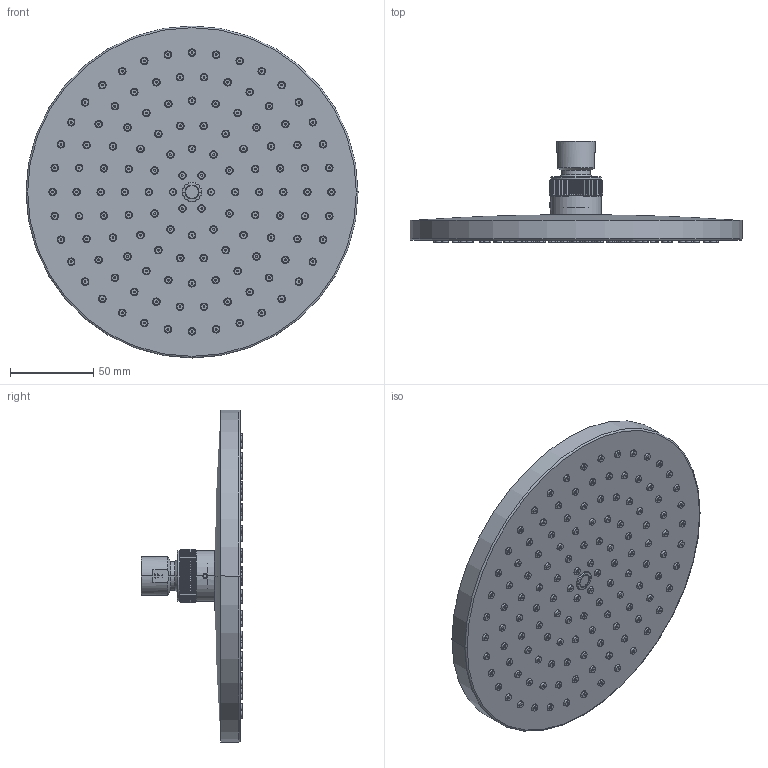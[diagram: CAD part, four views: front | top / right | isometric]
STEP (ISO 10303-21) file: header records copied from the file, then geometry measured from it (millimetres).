
FILE_DESCRIPTION((''),'2;1');
FILE_NAME('29A-00_ASM','2019-12-05T',('Administrator'),(''),'PRO/ENGINEER BY PARAMETRIC TECHNOLOGY CORPORATION, 2010280','PRO/ENGINEER BY PARAMETRIC TECHNOLOGY CORPORATION, 2010280','');
FILE_SCHEMA(('CONFIG_CONTROL_DESIGN'));
Length unit declared in the file: millimetre
Products named in the file (13): 29A-13; 29A-14; 29A-20_ASM; 29A-08; 29A-16; 29A-01; 29A-30; 29A-05; P-D; 29A-06; 29A-21; 29A-22; 29A-00_ASM
Assembly tree (12 placements, depth 2):
  29A-00_ASM
    29A-13
    29A-14
    29A-20_ASM
    29A-08
    29A-16
    29A-01
    29A-30
    29A-05
    P-D
    29A-06
    29A-21
    29A-22
Bounding box: 200 x 61 x 200 mm (x, y, z)
Volume: 106746.4 mm3; surface area: 226248.3 mm2
Topology: 11 solids, 11 shells, 1988 faces, 5035 edges, 3211 vertices
Faces by surface type: cylinder 711, plane 575, cone 346, bspline 296, torus 52, sphere 8
Entity records: 93195 total; most frequent: CARTESIAN_POINT 46659, ORIENTED_EDGE 10066, DIRECTION 8693, EDGE_CURVE 5033, AXIS2_PLACEMENT_3D 3496, VERTEX_POINT 3211, EDGE_LOOP 2668, FACE_OUTER_BOUND 1988
